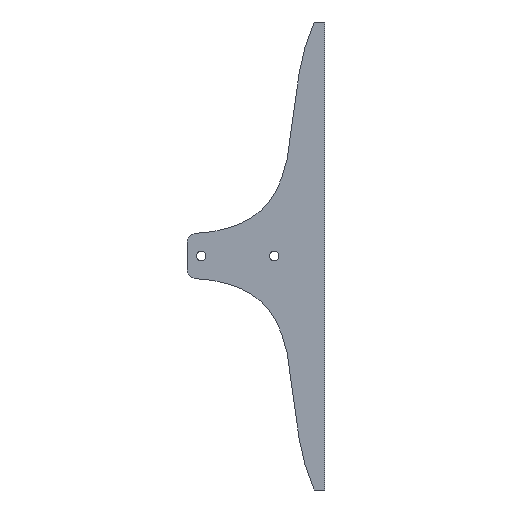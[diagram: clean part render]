
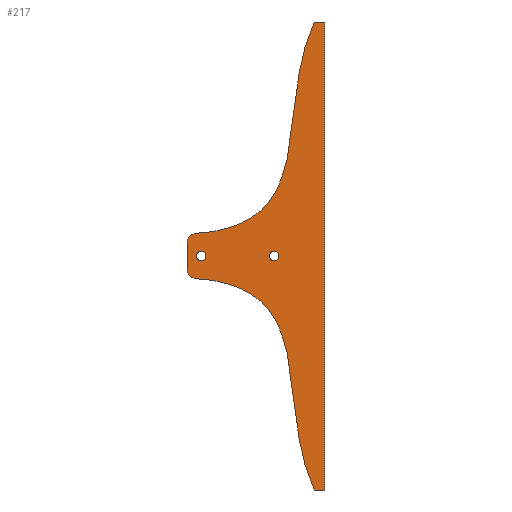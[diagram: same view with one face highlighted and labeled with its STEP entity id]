
A CAD part, left-side view. The second image highlights one B-rep face of the part: STEP entity #217.
In plain terms, the highlighted planar face has unit normal (-1, 0, 0).
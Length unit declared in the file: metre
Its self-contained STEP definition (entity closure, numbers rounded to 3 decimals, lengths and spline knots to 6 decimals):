
#13=CIRCLE('',#238,0.0016);
#15=CIRCLE('',#242,0.0016);
#18=CIRCLE('',#247,0.003);
#19=CIRCLE('',#248,0.003);
#29=PLANE('',#246);
#34=LINE('',#334,#50);
#38=LINE('',#360,#54);
#41=LINE('',#366,#57);
#44=LINE('',#377,#60);
#50=VECTOR('',#259,1.);
#54=VECTOR('',#265,1.);
#57=VECTOR('',#270,1.);
#60=VECTOR('',#281,1.);
#100=ORIENTED_EDGE('',*,*,#124,.F.);
#101=ORIENTED_EDGE('',*,*,#144,.T.);
#102=ORIENTED_EDGE('',*,*,#118,.F.);
#103=ORIENTED_EDGE('',*,*,#138,.F.);
#104=ORIENTED_EDGE('',*,*,#133,.T.);
#105=ORIENTED_EDGE('',*,*,#130,.T.);
#106=ORIENTED_EDGE('',*,*,#128,.T.);
#107=ORIENTED_EDGE('',*,*,#145,.T.);
#108=ORIENTED_EDGE('',*,*,#137,.T.);
#109=ORIENTED_EDGE('',*,*,#141,.T.);
#118=EDGE_CURVE('',#146,#147,#166,.T.);
#124=EDGE_CURVE('',#152,#153,#34,.T.);
#128=EDGE_CURVE('',#157,#156,#169,.T.);
#130=EDGE_CURVE('',#158,#157,#38,.T.);
#133=EDGE_CURVE('',#160,#158,#41,.T.);
#137=EDGE_CURVE('',#163,#163,#13,.T.);
#138=EDGE_CURVE('',#160,#146,#44,.T.);
#141=EDGE_CURVE('',#165,#165,#15,.T.);
#144=EDGE_CURVE('',#152,#147,#18,.F.);
#145=EDGE_CURVE('',#156,#153,#19,.F.);
#146=VERTEX_POINT('',#318);
#147=VERTEX_POINT('',#319);
#152=VERTEX_POINT('',#333);
#153=VERTEX_POINT('',#335);
#156=VERTEX_POINT('',#352);
#157=VERTEX_POINT('',#357);
#158=VERTEX_POINT('',#361);
#160=VERTEX_POINT('',#367);
#163=VERTEX_POINT('',#375);
#165=VERTEX_POINT('',#383);
#166=B_SPLINE_CURVE_WITH_KNOTS('',3,(#314,#315,#316,#317),.UNSPECIFIED.,
 .F.,.F.,(4,4),(0.,1.),.PIECEWISE_BEZIER_KNOTS.);
#169=B_SPLINE_CURVE_WITH_KNOTS('',3,(#353,#354,#355,#356),.UNSPECIFIED.,
 .F.,.F.,(4,4),(0.,1.),.PIECEWISE_BEZIER_KNOTS.);
#183=EDGE_LOOP('',(#100,#101,#102,#103,#104,#105,#106,#107));
#184=EDGE_LOOP('',(#108));
#185=EDGE_LOOP('',(#109));
#201=FACE_BOUND('',#183,.T.);
#202=FACE_BOUND('',#184,.T.);
#203=FACE_BOUND('',#185,.T.);
#217=ADVANCED_FACE('',(#201,#202,#203),#29,.F.);
#238=AXIS2_PLACEMENT_3D('',#374,#277,#278);
#242=AXIS2_PLACEMENT_3D('',#382,#287,#288);
#246=AXIS2_PLACEMENT_3D('',#387,#295,#296);
#247=AXIS2_PLACEMENT_3D('',#388,#297,#298);
#248=AXIS2_PLACEMENT_3D('',#389,#299,#300);
#259=DIRECTION('',(0.,0.,1.));
#265=DIRECTION('',(0.,1.,0.));
#270=DIRECTION('',(0.,0.,1.));
#277=DIRECTION('',(1.,0.,0.));
#278=DIRECTION('',(0.,0.,-1.));
#281=DIRECTION('',(0.,1.,0.));
#287=DIRECTION('',(1.,0.,0.));
#288=DIRECTION('',(0.,0.,-1.));
#295=DIRECTION('',(1.,0.,0.));
#296=DIRECTION('',(0.,1.,0.));
#297=DIRECTION('',(1.,0.,0.));
#298=DIRECTION('',(0.,0.,-1.));
#299=DIRECTION('',(1.,0.,0.));
#300=DIRECTION('',(0.,0.,-1.));
#314=CARTESIAN_POINT('',(0.,-0.087573,-0.0775));
#315=CARTESIAN_POINT('',(0.,-0.073616,-0.047382));
#316=CARTESIAN_POINT('',(0.,-0.091185,-0.006039));
#317=CARTESIAN_POINT('',(0.,-0.044185,-0.005116));
#318=CARTESIAN_POINT('',(0.,-0.087573,-0.0775));
#319=CARTESIAN_POINT('',(0.,-0.047012,-0.005224));
#333=CARTESIAN_POINT('',(0.,-0.044185,-0.002229));
#334=CARTESIAN_POINT('',(0.,-0.044185,0.006308));
#335=CARTESIAN_POINT('',(0.,-0.044185,0.007229));
#352=CARTESIAN_POINT('',(0.,-0.047012,0.010224));
#353=CARTESIAN_POINT('',(0.,-0.087573,0.0825));
#354=CARTESIAN_POINT('',(0.,-0.073616,0.052382));
#355=CARTESIAN_POINT('',(0.,-0.091185,0.011039));
#356=CARTESIAN_POINT('',(0.,-0.044185,0.010116));
#357=CARTESIAN_POINT('',(0.,-0.087573,0.0825));
#360=CARTESIAN_POINT('',(0.,-0.089379,0.0825));
#361=CARTESIAN_POINT('',(0.,-0.091185,0.0825));
#366=CARTESIAN_POINT('',(0.,-0.091185,0.0425));
#367=CARTESIAN_POINT('',(0.,-0.091185,-0.0775));
#374=CARTESIAN_POINT('',(0.,-0.073935,0.0025));
#375=CARTESIAN_POINT('',(0.,-0.073935,0.0009));
#377=CARTESIAN_POINT('',(0.,-0.089379,-0.0775));
#382=CARTESIAN_POINT('',(0.,-0.048935,0.0025));
#383=CARTESIAN_POINT('',(0.,-0.048935,0.0009));
#387=CARTESIAN_POINT('',(0.,-0.067685,0.0025));
#388=CARTESIAN_POINT('',(0.,-0.047185,-0.002229));
#389=CARTESIAN_POINT('',(0.,-0.047185,0.007229));
